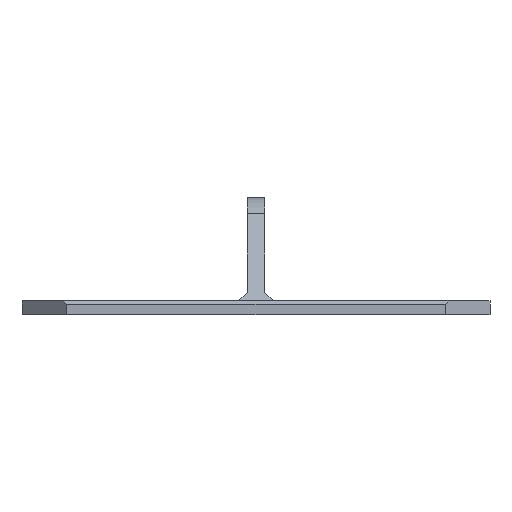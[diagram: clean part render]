
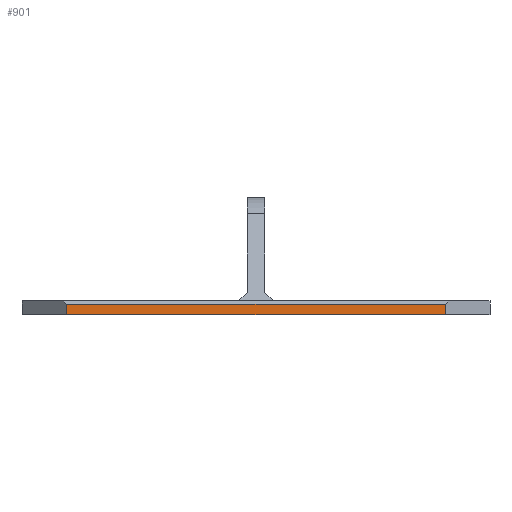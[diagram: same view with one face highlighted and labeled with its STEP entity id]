
A CAD part, front view. The second image highlights one B-rep face of the part: STEP entity #901.
In plain terms, the highlighted planar face has unit normal (0, -1, 0).
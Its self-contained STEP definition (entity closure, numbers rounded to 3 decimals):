
#91=PLANE('',#956);
#136=FACE_OUTER_BOUND('',#188,.T.);
#188=EDGE_LOOP('',(#821,#822,#823,#824));
#217=LINE('',#1194,#316);
#220=LINE('',#1207,#319);
#292=LINE('',#1574,#391);
#294=LINE('',#1577,#393);
#316=VECTOR('',#1003,10.);
#319=VECTOR('',#1008,10.);
#391=VECTOR('',#1134,10.);
#393=VECTOR('',#1138,10.);
#414=VERTEX_POINT('',#1187);
#417=VERTEX_POINT('',#1192);
#420=VERTEX_POINT('',#1205);
#480=VERTEX_POINT('',#1573);
#506=EDGE_CURVE('',#417,#414,#217,.T.);
#510=EDGE_CURVE('',#420,#417,#220,.F.);
#603=EDGE_CURVE('',#480,#414,#292,.T.);
#605=EDGE_CURVE('',#420,#480,#294,.F.);
#821=ORIENTED_EDGE('',*,*,#506,.F.);
#822=ORIENTED_EDGE('',*,*,#510,.F.);
#823=ORIENTED_EDGE('',*,*,#605,.T.);
#824=ORIENTED_EDGE('',*,*,#603,.T.);
#901=ADVANCED_FACE('',(#136),#91,.T.);
#956=AXIS2_PLACEMENT_3D('',#1576,#1136,#1137);
#1003=DIRECTION('',(1.,0.,0.));
#1008=DIRECTION('',(0.,0.,-1.));
#1134=DIRECTION('',(0.,0.,1.));
#1136=DIRECTION('center_axis',(0.,-1.,0.));
#1137=DIRECTION('ref_axis',(1.,0.,0.));
#1138=DIRECTION('',(-1.,0.,0.));
#1187=CARTESIAN_POINT('',(21.914,36.5,71.2));
#1192=CARTESIAN_POINT('',(-21.914,36.5,71.2));
#1194=CARTESIAN_POINT('',(-10.414,36.5,71.2));
#1205=CARTESIAN_POINT('',(-21.914,36.5,70.));
#1207=CARTESIAN_POINT('',(-21.914,36.5,70.));
#1573=CARTESIAN_POINT('',(21.914,36.5,70.));
#1574=CARTESIAN_POINT('',(21.914,36.5,70.));
#1576=CARTESIAN_POINT('Origin',(-20.828,36.5,70.));
#1577=CARTESIAN_POINT('',(-10.414,36.5,70.));
